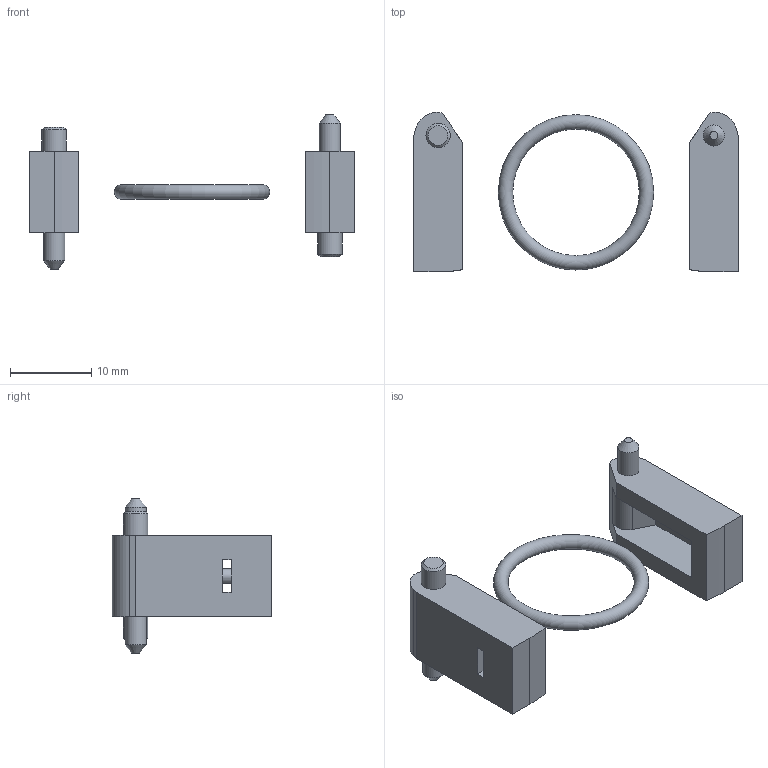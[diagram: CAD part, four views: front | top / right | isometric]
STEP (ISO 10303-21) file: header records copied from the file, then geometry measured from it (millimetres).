
FILE_DESCRIPTION(/* description */ ('STEP AP214'),/* implementation_level */ '2;1');
FILE_NAME(/* name */ '012954',/* time_stamp */ '2023-03-24T11:27:36+01:00',/* author */ ('License CC BY-ND 4.0'),/* organization */ ('CADENAS'),/* preprocessor_version */ 'ST-DEVELOPER v19.3',/* originating_system */ 'PARTsolutions',/* authorisation */ ' ');
FILE_SCHEMA (('AUTOMOTIVE_DESIGN {1 0 10303 214 3 1 1}'));
Length unit declared in the file: millimetre
Products named in the file (3): 012954; KP 05-1; KP 05-2
Assembly tree (3 placements, depth 2):
  012954
    KP 05-1  x2
    KP 05-2
Bounding box: 40 x 19.7 x 19 mm (x, y, z)
Volume: 1852.1 mm3; surface area: 2104.2 mm2
Topology: 3 solids, 3 shells, 53 faces, 134 edges, 89 vertices
Faces by surface type: plane 36, cylinder 12, cone 4, torus 1
Full cylindrical faces by diameter (mm): 2.6 x2, 3 x2
Entity records: 847 total; most frequent: DIRECTION 136, CARTESIAN_POINT 134, ORIENTED_EDGE 120, EDGE_CURVE 60, LINE 46, VECTOR 46, AXIS2_PLACEMENT_3D 45, VERTEX_POINT 43
